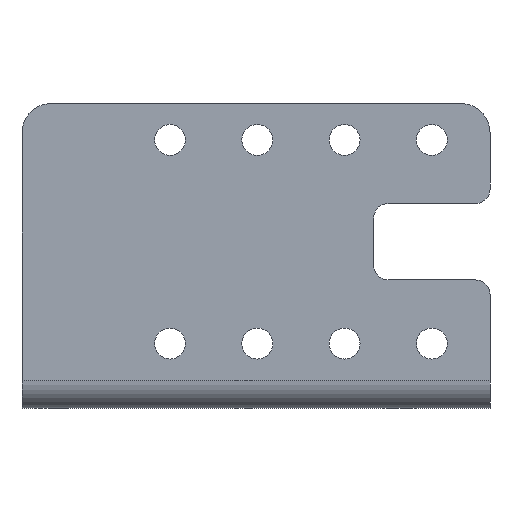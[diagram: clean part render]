
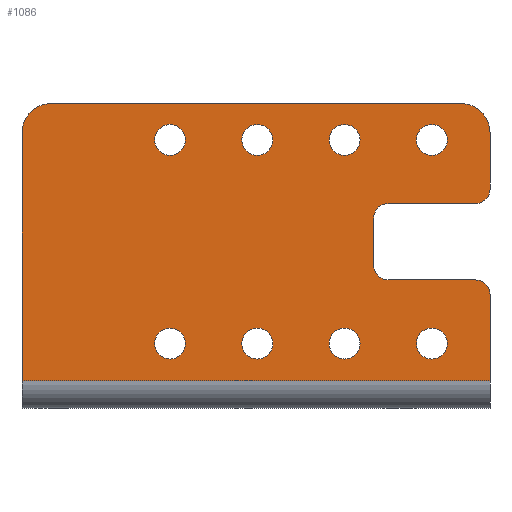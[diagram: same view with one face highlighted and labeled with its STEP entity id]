
A CAD part, left-side view. The second image highlights one B-rep face of the part: STEP entity #1086.
In plain terms, the highlighted planar face has unit normal (-1, 0, 0).
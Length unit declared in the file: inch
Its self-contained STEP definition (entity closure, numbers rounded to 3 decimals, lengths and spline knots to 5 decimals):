
#23=FACE_BOUND('',#185,.T.);
#24=FACE_BOUND('',#186,.T.);
#25=FACE_BOUND('',#187,.T.);
#26=FACE_BOUND('',#188,.T.);
#27=FACE_BOUND('',#189,.T.);
#28=FACE_BOUND('',#190,.T.);
#29=FACE_BOUND('',#191,.T.);
#30=FACE_BOUND('',#192,.T.);
#81=PLANE('',#1192);
#114=FACE_OUTER_BOUND('',#184,.T.);
#184=EDGE_LOOP('',(#819,#820,#821,#822,#823,#824,#825,#826,#827,#828,#829,
#830,#831,#832));
#185=EDGE_LOOP('',(#833));
#186=EDGE_LOOP('',(#834));
#187=EDGE_LOOP('',(#835));
#188=EDGE_LOOP('',(#836));
#189=EDGE_LOOP('',(#837));
#190=EDGE_LOOP('',(#838));
#191=EDGE_LOOP('',(#839));
#192=EDGE_LOOP('',(#840));
#308=LINE('',#1721,#380);
#311=LINE('',#1732,#383);
#314=LINE('',#1742,#386);
#315=LINE('',#1746,#387);
#316=LINE('',#1750,#388);
#317=LINE('',#1752,#389);
#318=LINE('',#1754,#390);
#319=LINE('',#1757,#391);
#380=VECTOR('',#1374,0.3937);
#383=VECTOR('',#1385,0.3937);
#386=VECTOR('',#1396,0.1728);
#387=VECTOR('',#1399,0.3937);
#388=VECTOR('',#1402,0.3937);
#389=VECTOR('',#1403,0.3937);
#390=VECTOR('',#1404,0.1728);
#391=VECTOR('',#1407,0.3937);
#448=CIRCLE('',#1183,0.125);
#450=CIRCLE('',#1187,0.125);
#452=CIRCLE('',#1191,0.125);
#453=CIRCLE('',#1193,0.25);
#454=CIRCLE('',#1194,0.25);
#455=CIRCLE('',#1195,0.125);
#456=CIRCLE('',#1196,0.133);
#457=CIRCLE('',#1197,0.133);
#458=CIRCLE('',#1198,0.133);
#459=CIRCLE('',#1199,0.133);
#460=CIRCLE('',#1200,0.133);
#461=CIRCLE('',#1201,0.133);
#462=CIRCLE('',#1202,0.133);
#463=CIRCLE('',#1203,0.133);
#533=VERTEX_POINT('',#1711);
#534=VERTEX_POINT('',#1713);
#536=VERTEX_POINT('',#1719);
#539=VERTEX_POINT('',#1726);
#540=VERTEX_POINT('',#1728);
#542=VERTEX_POINT('',#1737);
#543=VERTEX_POINT('',#1741);
#544=VERTEX_POINT('',#1743);
#545=VERTEX_POINT('',#1745);
#546=VERTEX_POINT('',#1747);
#547=VERTEX_POINT('',#1749);
#548=VERTEX_POINT('',#1751);
#549=VERTEX_POINT('',#1753);
#550=VERTEX_POINT('',#1755);
#551=VERTEX_POINT('',#1758);
#552=VERTEX_POINT('',#1760);
#553=VERTEX_POINT('',#1762);
#554=VERTEX_POINT('',#1764);
#555=VERTEX_POINT('',#1766);
#556=VERTEX_POINT('',#1768);
#557=VERTEX_POINT('',#1770);
#558=VERTEX_POINT('',#1772);
#644=EDGE_CURVE('',#533,#534,#448,.T.);
#648=EDGE_CURVE('',#533,#536,#308,.T.);
#651=EDGE_CURVE('',#539,#540,#450,.T.);
#653=EDGE_CURVE('',#539,#534,#311,.T.);
#657=EDGE_CURVE('',#542,#536,#452,.T.);
#658=EDGE_CURVE('',#543,#542,#314,.T.);
#659=EDGE_CURVE('',#544,#543,#453,.T.);
#660=EDGE_CURVE('',#545,#544,#315,.T.);
#661=EDGE_CURVE('',#546,#545,#454,.T.);
#662=EDGE_CURVE('',#547,#546,#316,.T.);
#663=EDGE_CURVE('',#547,#548,#317,.T.);
#664=EDGE_CURVE('',#549,#548,#318,.T.);
#665=EDGE_CURVE('',#550,#549,#455,.T.);
#666=EDGE_CURVE('',#550,#540,#319,.T.);
#667=EDGE_CURVE('',#551,#551,#456,.T.);
#668=EDGE_CURVE('',#552,#552,#457,.T.);
#669=EDGE_CURVE('',#553,#553,#458,.T.);
#670=EDGE_CURVE('',#554,#554,#459,.T.);
#671=EDGE_CURVE('',#555,#555,#460,.T.);
#672=EDGE_CURVE('',#556,#556,#461,.T.);
#673=EDGE_CURVE('',#557,#557,#462,.T.);
#674=EDGE_CURVE('',#558,#558,#463,.T.);
#819=ORIENTED_EDGE('',*,*,#657,.F.);
#820=ORIENTED_EDGE('',*,*,#658,.F.);
#821=ORIENTED_EDGE('',*,*,#659,.F.);
#822=ORIENTED_EDGE('',*,*,#660,.F.);
#823=ORIENTED_EDGE('',*,*,#661,.F.);
#824=ORIENTED_EDGE('',*,*,#662,.F.);
#825=ORIENTED_EDGE('',*,*,#663,.T.);
#826=ORIENTED_EDGE('',*,*,#664,.F.);
#827=ORIENTED_EDGE('',*,*,#665,.F.);
#828=ORIENTED_EDGE('',*,*,#666,.T.);
#829=ORIENTED_EDGE('',*,*,#651,.F.);
#830=ORIENTED_EDGE('',*,*,#653,.T.);
#831=ORIENTED_EDGE('',*,*,#644,.F.);
#832=ORIENTED_EDGE('',*,*,#648,.T.);
#833=ORIENTED_EDGE('',*,*,#667,.T.);
#834=ORIENTED_EDGE('',*,*,#668,.T.);
#835=ORIENTED_EDGE('',*,*,#669,.T.);
#836=ORIENTED_EDGE('',*,*,#670,.T.);
#837=ORIENTED_EDGE('',*,*,#671,.T.);
#838=ORIENTED_EDGE('',*,*,#672,.T.);
#839=ORIENTED_EDGE('',*,*,#673,.T.);
#840=ORIENTED_EDGE('',*,*,#674,.T.);
#1086=ADVANCED_FACE('',(#114,#23,#24,#25,#26,#27,#28,#29,#30),#81,.F.);
#1183=AXIS2_PLACEMENT_3D('',#1714,#1367,#1368);
#1187=AXIS2_PLACEMENT_3D('',#1729,#1380,#1381);
#1191=AXIS2_PLACEMENT_3D('',#1739,#1392,#1393);
#1192=AXIS2_PLACEMENT_3D('',#1740,#1394,#1395);
#1193=AXIS2_PLACEMENT_3D('',#1744,#1397,#1398);
#1194=AXIS2_PLACEMENT_3D('',#1748,#1400,#1401);
#1195=AXIS2_PLACEMENT_3D('',#1756,#1405,#1406);
#1196=AXIS2_PLACEMENT_3D('',#1759,#1408,#1409);
#1197=AXIS2_PLACEMENT_3D('',#1761,#1410,#1411);
#1198=AXIS2_PLACEMENT_3D('',#1763,#1412,#1413);
#1199=AXIS2_PLACEMENT_3D('',#1765,#1414,#1415);
#1200=AXIS2_PLACEMENT_3D('',#1767,#1416,#1417);
#1201=AXIS2_PLACEMENT_3D('',#1769,#1418,#1419);
#1202=AXIS2_PLACEMENT_3D('',#1771,#1420,#1421);
#1203=AXIS2_PLACEMENT_3D('',#1773,#1422,#1423);
#1367=DIRECTION('center_axis',(-1.,0.,0.));
#1368=DIRECTION('ref_axis',(0.,0.707,0.707));
#1374=DIRECTION('',(0.,-1.,0.));
#1380=DIRECTION('center_axis',(-1.,0.,0.));
#1381=DIRECTION('ref_axis',(0.,0.707,-0.707));
#1385=DIRECTION('',(0.,0.,1.));
#1392=DIRECTION('center_axis',(1.,0.,0.));
#1393=DIRECTION('ref_axis',(0.,-0.707,-0.707));
#1394=DIRECTION('center_axis',(1.,0.,0.));
#1395=DIRECTION('ref_axis',(0.,0.,
-1.));
#1396=DIRECTION('',(0.,0.,-1.));
#1397=DIRECTION('center_axis',(1.,0.,0.));
#1398=DIRECTION('ref_axis',(0.,-0.707,0.707));
#1399=DIRECTION('',(0.,-1.,0.));
#1400=DIRECTION('center_axis',(1.,0.,0.));
#1401=DIRECTION('ref_axis',(0.,0.707,0.707));
#1402=DIRECTION('',(0.,0.,1.));
#1403=DIRECTION('',(0.,-1.,0.));
#1404=DIRECTION('',(0.,0.,-1.));
#1405=DIRECTION('center_axis',(1.,0.,0.));
#1406=DIRECTION('ref_axis',(0.,-0.707,0.707));
#1407=DIRECTION('',(0.,1.,0.));
#1408=DIRECTION('center_axis',(1.,0.,0.));
#1409=DIRECTION('ref_axis',(0.,0.,-1.));
#1410=DIRECTION('center_axis',(1.,0.,0.));
#1411=DIRECTION('ref_axis',(0.,0.,-1.));
#1412=DIRECTION('center_axis',(1.,0.,0.));
#1413=DIRECTION('ref_axis',(0.,0.,-1.));
#1414=DIRECTION('center_axis',(1.,0.,0.));
#1415=DIRECTION('ref_axis',(0.,0.,-1.));
#1416=DIRECTION('center_axis',(1.,0.,0.));
#1417=DIRECTION('ref_axis',(0.,0.,-1.));
#1418=DIRECTION('center_axis',(1.,0.,0.));
#1419=DIRECTION('ref_axis',(0.,0.,-1.));
#1420=DIRECTION('center_axis',(1.,0.,0.));
#1421=DIRECTION('ref_axis',(0.,0.,-1.));
#1422=DIRECTION('center_axis',(1.,0.,0.));
#1423=DIRECTION('ref_axis',(0.,0.,-1.));
#1711=CARTESIAN_POINT('',(-1.2675,-1.397,1.7605));
#1713=CARTESIAN_POINT('',(-1.2675,-1.272,1.6355));
#1714=CARTESIAN_POINT('Origin',(-1.2675,-1.397,1.6355));
#1719=CARTESIAN_POINT('',(-1.2675,-2.147,1.7605));
#1721=CARTESIAN_POINT('',(-1.2675,-1.2665,1.7605));
#1726=CARTESIAN_POINT('',(-1.2675,-1.272,1.2295));
#1728=CARTESIAN_POINT('',(-1.2675,-1.397,1.1045));
#1729=CARTESIAN_POINT('Origin',(-1.2675,-1.397,1.2295));
#1732=CARTESIAN_POINT('',(-1.2675,-1.272,1.52739));
#1737=CARTESIAN_POINT('',(-1.2675,-2.272,1.8855));
#1739=CARTESIAN_POINT('Origin',(-1.2675,-2.147,1.8855));
#1740=CARTESIAN_POINT('Origin',(-1.2675,-0.261,1.29428));
#1741=CARTESIAN_POINT('',(-1.2675,-2.272,2.37));
#1742=CARTESIAN_POINT('',(-1.2675,-2.272,-0.30287));
#1743=CARTESIAN_POINT('',(-1.2675,-2.022,2.62));
#1744=CARTESIAN_POINT('Origin',(-1.2675,-2.022,2.37));
#1745=CARTESIAN_POINT('',(-1.2675,1.5,2.62));
#1746=CARTESIAN_POINT('',(-1.2675,1.75,2.62));
#1747=CARTESIAN_POINT('',(-1.2675,1.75,2.37));
#1748=CARTESIAN_POINT('Origin',(-1.2675,1.5,2.37));
#1749=CARTESIAN_POINT('',(-1.2675,1.75,0.24));
#1750=CARTESIAN_POINT('',(-1.2675,1.75,0.24));
#1751=CARTESIAN_POINT('',(-1.2675,-2.272,0.24));
#1752=CARTESIAN_POINT('',(-1.2675,-0.261,0.24));
#1753=CARTESIAN_POINT('',(-1.2675,-2.272,0.9795));
#1754=CARTESIAN_POINT('',(-1.2675,-2.272,-0.30287));
#1755=CARTESIAN_POINT('',(-1.2675,-2.147,1.1045));
#1756=CARTESIAN_POINT('Origin',(-1.2675,-2.147,0.9795));
#1757=CARTESIAN_POINT('',(-1.2675,-0.7665,1.1045));
#1758=CARTESIAN_POINT('',(-1.2675,0.478,0.6905));
#1759=CARTESIAN_POINT('Origin',(-1.2675,0.478,0.5575));
#1760=CARTESIAN_POINT('',(-1.2675,0.478,2.4405));
#1761=CARTESIAN_POINT('Origin',(-1.2675,0.478,2.3075));
#1762=CARTESIAN_POINT('',(-1.2675,-0.272,0.6905));
#1763=CARTESIAN_POINT('Origin',(-1.2675,-0.272,0.5575));
#1764=CARTESIAN_POINT('',(-1.2675,-0.272,2.4405));
#1765=CARTESIAN_POINT('Origin',(-1.2675,-0.272,2.3075));
#1766=CARTESIAN_POINT('',(-1.2675,-1.772,0.6905));
#1767=CARTESIAN_POINT('Origin',(-1.2675,-1.772,0.5575));
#1768=CARTESIAN_POINT('',(-1.2675,-1.772,2.4405));
#1769=CARTESIAN_POINT('Origin',(-1.2675,-1.772,2.3075));
#1770=CARTESIAN_POINT('',(-1.2675,-1.022,0.6905));
#1771=CARTESIAN_POINT('Origin',(-1.2675,-1.022,0.5575));
#1772=CARTESIAN_POINT('',(-1.2675,-1.022,2.4405));
#1773=CARTESIAN_POINT('Origin',(-1.2675,-1.022,2.3075));
